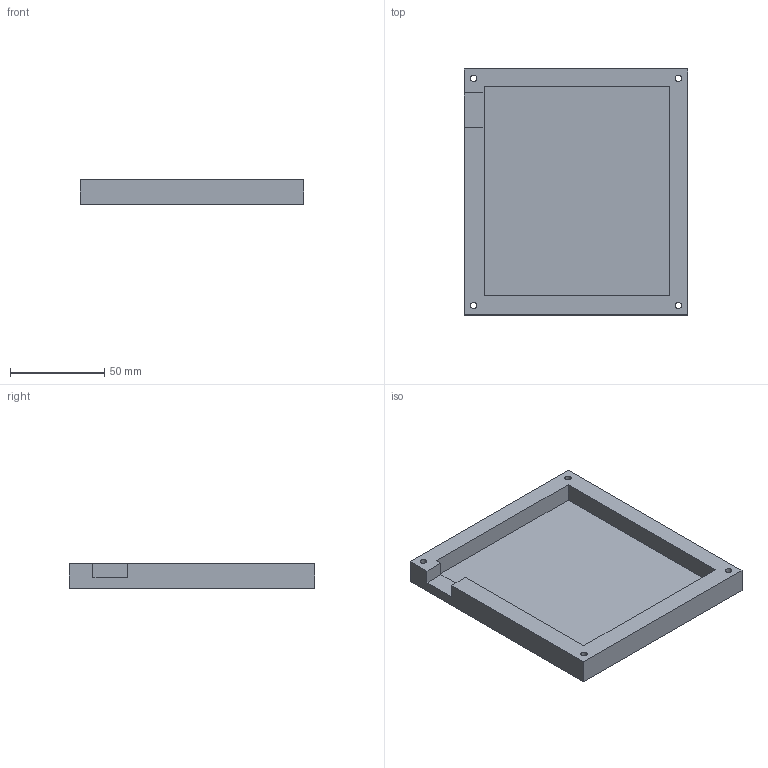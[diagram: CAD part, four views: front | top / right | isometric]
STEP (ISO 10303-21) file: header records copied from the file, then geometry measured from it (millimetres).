
FILE_DESCRIPTION(/* description */ (''),/* implementation_level */ '2;1');
FILE_NAME(/* name */ 'baseunrounded.step',/* time_stamp */ '2025-12-01T14:02:22+05:00',/* author */ (''),/* organization */ (''),/* preprocessor_version */ 'ST-DEVELOPER v20.1',/* originating_system */ 'Autodesk Translation Framework v14.21.0.0',/* authorisation */ '');
FILE_SCHEMA (('AUTOMOTIVE_DESIGN { 1 0 10303 214 3 1 1 }'));
Length unit declared in the file: millimetre
Products named in the file (2): 2025-12-01-13-12-57-926; 2025-12-01-13-13-56-709
Assembly tree (1 placements, depth 2):
  2025-12-01-13-12-57-926
    2025-12-01-13-13-56-709
Bounding box: 118.63 x 130.54 x 13 mm (x, y, z)
Volume: 90124.6 mm3; surface area: 42097.6 mm2
Topology: 1 solids, 1 shells, 26 faces, 60 edges, 40 vertices
Faces by surface type: plane 18, cylinder 8
Full cylindrical faces by diameter (mm): 3.4 x4, 6 x4
Entity records: 809 total; most frequent: DIRECTION 134, CARTESIAN_POINT 129, ORIENTED_EDGE 120, EDGE_CURVE 60, AXIS2_PLACEMENT_3D 45, LINE 44, VECTOR 44, VERTEX_POINT 40
